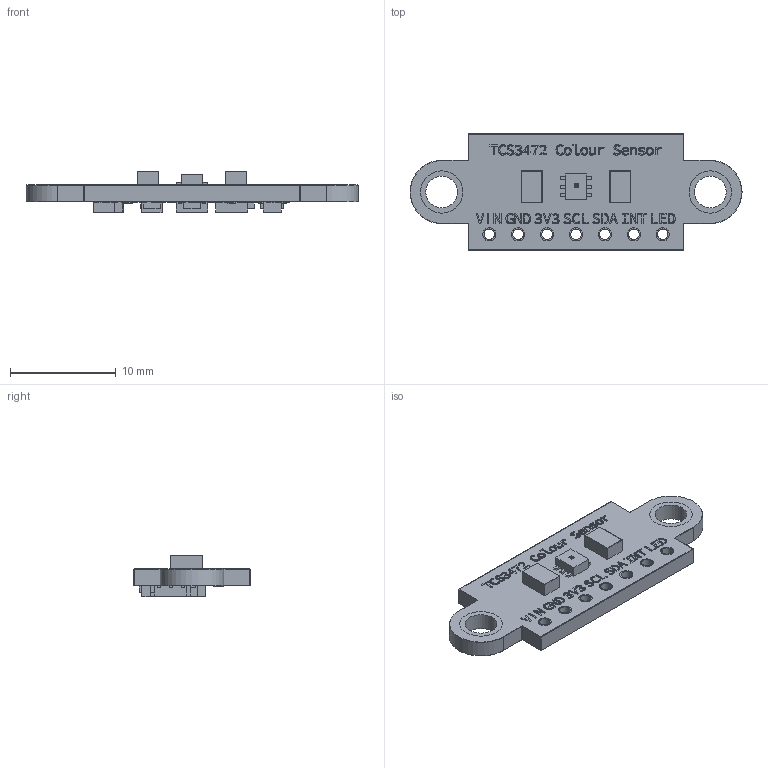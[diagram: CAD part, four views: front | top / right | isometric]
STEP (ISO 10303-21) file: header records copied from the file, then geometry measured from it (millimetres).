
FILE_DESCRIPTION(/* description */ (''),/* implementation_level */ '2;1');
FILE_NAME(/* name */ 'TCS34727.step',/* time_stamp */ '2021-03-22T14:09:51+01:00',/* author */ (''),/* organization */ (''),/* preprocessor_version */ 'ST-DEVELOPER v18.1',/* originating_system */ 'Autodesk Translation Framework v9.10.0.1330',/* authorisation */ '');
FILE_SCHEMA (('AUTOMOTIVE_DESIGN { 1 0 10303 214 3 1 1 }'));
Products named in the file (1): 3472
Bounding box: 31.4 x 11 x 3.95 mm (x, y, z)
Volume: 472.6 mm3; surface area: 1150.3 mm2
Topology: 100 solids, 100 shells, 1842 faces, 4846 edges, 3204 vertices
Faces by surface type: plane 941, bspline 868, cylinder 29, cone 4
Full cylindrical faces by diameter (mm): 1 x7, 1.25 x14, 3 x2, 4 x4
Entity records: 64425 total; most frequent: CARTESIAN_POINT 24705, ORIENTED_EDGE 9692, DIRECTION 5108, EDGE_CURVE 4846, VERTEX_POINT 3204, LINE 3034, VECTOR 3034, EDGE_LOOP 1904
